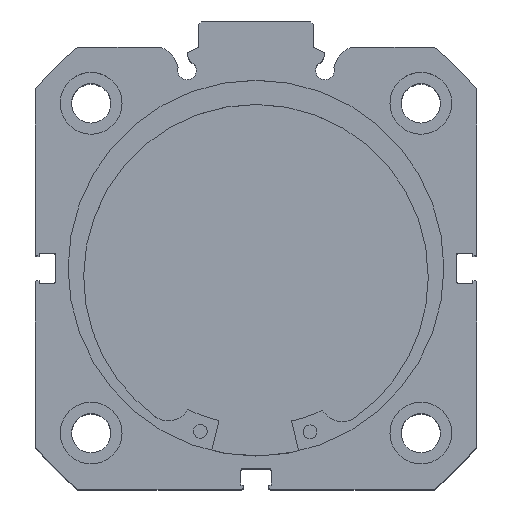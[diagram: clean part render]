
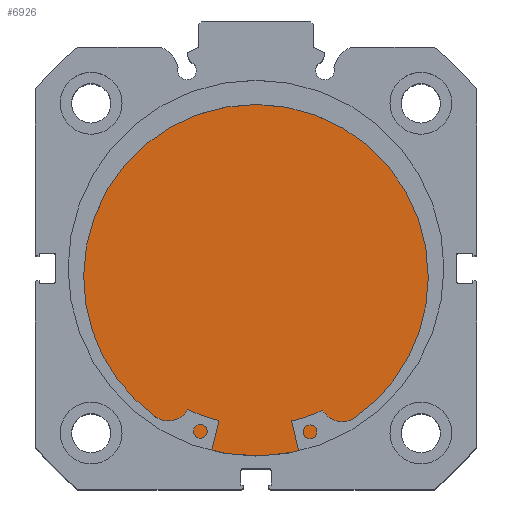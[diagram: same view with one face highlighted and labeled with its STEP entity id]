
A CAD part, top view. The second image highlights one B-rep face of the part: STEP entity #6926.
In plain terms, the highlighted face is planar.
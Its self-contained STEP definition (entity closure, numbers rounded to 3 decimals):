
#754 = CIRCLE ( 'NONE', #1885, 41. ) ;
#789 = CIRCLE ( 'NONE', #1909, 41. ) ;
#1359 = EDGE_CURVE ( 'NONE', #2339, #2415, #754, .T. ) ;
#1385 = EDGE_CURVE ( 'NONE', #2415, #2339, #789, .T. ) ;
#1885 = AXIS2_PLACEMENT_3D ( 'NONE', #6432, #6433, #6434 ) ;
#1909 = AXIS2_PLACEMENT_3D ( 'NONE', #6517, #6524, #6525 ) ;
#2339 = VERTEX_POINT ( 'NONE', #3597 ) ;
#2415 = VERTEX_POINT ( 'NONE', #3673 ) ;
#3597 = CARTESIAN_POINT ( 'NONE',  ( 12., 0., 41. ) ) ;
#3673 = CARTESIAN_POINT ( 'NONE',  ( 12., 0., -41. ) ) ;
#4467 = FACE_OUTER_BOUND ( 'NONE', #5241, .T. ) ;
#4582 = CARTESIAN_POINT ( 'NONE',  ( 12., 41., 0. ) ) ;
#4583 = PLANE ( 'NONE',  #4723 ) ;
#4585 = DIRECTION ( 'NONE',  ( -1., 0., 0. ) ) ;
#4586 = DIRECTION ( 'NONE',  ( 0., 0., 1. ) ) ;
#4723 = AXIS2_PLACEMENT_3D ( 'NONE', #4582, #4585, #4586 ) ;
#5241 = EDGE_LOOP ( 'NONE', ( #6775, #6711 ) ) ;
#6432 = CARTESIAN_POINT ( 'NONE',  ( 12., 0., 0. ) ) ;
#6433 = DIRECTION ( 'NONE',  ( -1., 0., 0. ) ) ;
#6434 = DIRECTION ( 'NONE',  ( 0., 0., 1. ) ) ;
#6517 = CARTESIAN_POINT ( 'NONE',  ( 12., 0., 0. ) ) ;
#6524 = DIRECTION ( 'NONE',  ( -1., 0., 0. ) ) ;
#6525 = DIRECTION ( 'NONE',  ( 0., 0., 1. ) ) ;
#6711 = ORIENTED_EDGE ( 'NONE', *, *, #1385, .F. ) ;
#6775 = ORIENTED_EDGE ( 'NONE', *, *, #1359, .F. ) ;
#6926 = ADVANCED_FACE ( 'NONE', ( #4467 ), #4583, .F. ) ;
